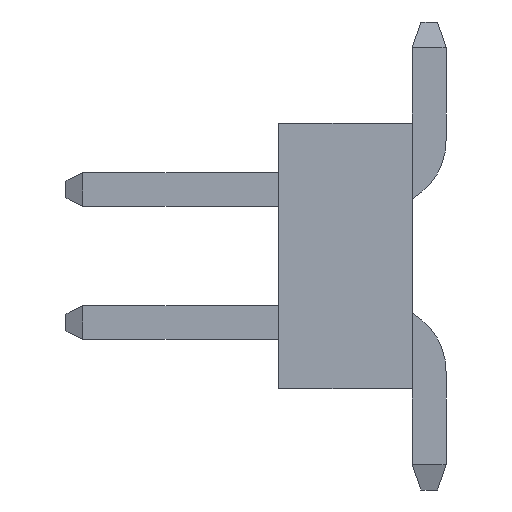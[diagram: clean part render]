
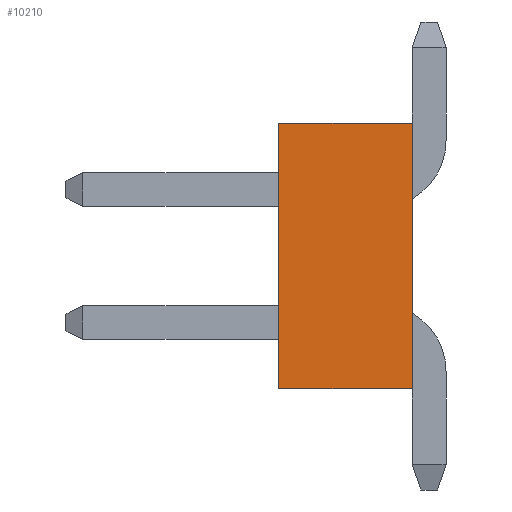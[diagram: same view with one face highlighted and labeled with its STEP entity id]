
A CAD part, left-side view. The second image highlights one B-rep face of the part: STEP entity #10210.
In plain terms, the highlighted planar face has unit normal (-1, 0, 0).
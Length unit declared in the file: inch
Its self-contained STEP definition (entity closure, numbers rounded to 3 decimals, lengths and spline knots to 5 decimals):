
#2500=ORIENTED_EDGE('',*,*,#4176,.T.);
#2501=ORIENTED_EDGE('',*,*,#4177,.F.);
#2502=ORIENTED_EDGE('',*,*,#4178,.F.);
#2503=ORIENTED_EDGE('',*,*,#4179,.T.);
#4176=EDGE_CURVE('',#5156,#5157,#6416,.T.);
#4177=EDGE_CURVE('',#5158,#5157,#6417,.T.);
#4178=EDGE_CURVE('',#5159,#5158,#6418,.T.);
#4179=EDGE_CURVE('',#5159,#5156,#6419,.T.);
#5156=VERTEX_POINT('',#15956);
#5157=VERTEX_POINT('',#15957);
#5158=VERTEX_POINT('',#15959);
#5159=VERTEX_POINT('',#15961);
#6416=LINE('',#15955,#7760);
#6417=LINE('',#15958,#7761);
#6418=LINE('',#15960,#7762);
#6419=LINE('',#15962,#7763);
#7760=VECTOR('',#13161,39.37008);
#7761=VECTOR('',#13162,39.37008);
#7762=VECTOR('',#13163,39.37008);
#7763=VECTOR('',#13164,39.37008);
#8496=EDGE_LOOP('',(#2500,#2501,#2502,#2503));
#9106=FACE_BOUND('',#8496,.T.);
#9658=PLANE('',#10882);
#10210=ADVANCED_FACE('',(#9106),#9658,.F.);
#10882=AXIS2_PLACEMENT_3D('',#15954,#13159,#13160);
#13159=DIRECTION('',(1.,0.,0.));
#13160=DIRECTION('',(0.,0.,-1.));
#13161=DIRECTION('',(0.,0.,1.));
#13162=DIRECTION('',(0.,-1.,0.));
#13163=DIRECTION('',(0.,0.,1.));
#13164=DIRECTION('',(0.,-1.,0.));
#15954=CARTESIAN_POINT('',(-0.3937,0.079,-0.0785));
#15955=CARTESIAN_POINT('',(-0.3937,0.,-0.0785));
#15956=CARTESIAN_POINT('',(-0.3937,0.,-0.0785));
#15957=CARTESIAN_POINT('',(-0.3937,0.,0.0785));
#15958=CARTESIAN_POINT('',(-0.3937,0.079,0.0785));
#15959=CARTESIAN_POINT('',(-0.3937,0.079,0.0785));
#15960=CARTESIAN_POINT('',(-0.3937,0.079,-0.0785));
#15961=CARTESIAN_POINT('',(-0.3937,0.079,-0.0785));
#15962=CARTESIAN_POINT('',(-0.3937,0.079,-0.0785));
